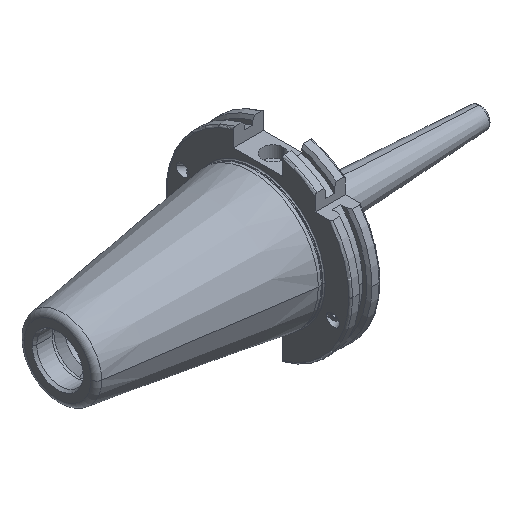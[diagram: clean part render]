
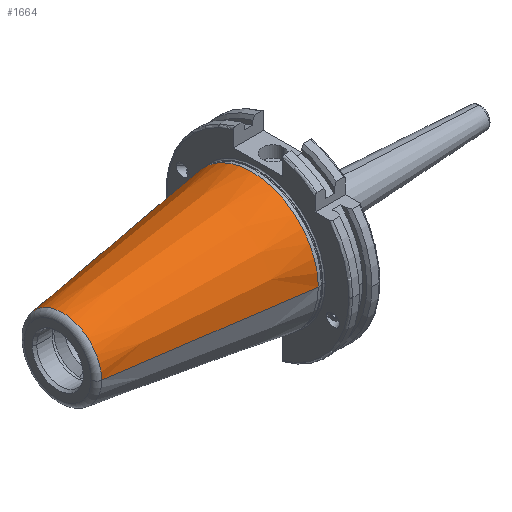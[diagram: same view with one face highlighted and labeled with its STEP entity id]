
A CAD part, isometric view. The second image highlights one B-rep face of the part: STEP entity #1664.
In plain terms, the highlighted conical face has half-angle 8.297 degrees and reference radius 34.925 mm.
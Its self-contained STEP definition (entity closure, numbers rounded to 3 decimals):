
#18 = DIRECTION ( 'NONE',  ( 0., -1., 0. ) ) ;
#66 = ORIENTED_EDGE ( 'NONE', *, *, #5816, .T. ) ;
#344 = DIRECTION ( 'NONE',  ( -1., 0., 0. ) ) ;
#409 = CARTESIAN_POINT ( 'NONE',  ( 0., 0., 0. ) ) ;
#462 = DIRECTION ( 'NONE',  ( -1., 0., 0. ) ) ;
#632 = ORIENTED_EDGE ( 'NONE', *, *, #3073, .T. ) ;
#767 = CARTESIAN_POINT ( 'NONE',  ( 0., 34.925, 0. ) ) ;
#847 = EDGE_LOOP ( 'NONE', ( #1701, #632, #66, #1834 ) ) ;
#871 = VERTEX_POINT ( 'NONE', #6133 ) ;
#892 = CARTESIAN_POINT ( 'NONE',  ( 0., 0., 0. ) ) ;
#1300 = EDGE_CURVE ( 'NONE', #4803, #871, #4801, .T. ) ;
#1664 = ADVANCED_FACE ( 'NONE', ( #3498 ), #4361, .T. ) ;
#1701 = ORIENTED_EDGE ( 'NONE', *, *, #4196, .F. ) ;
#1749 = AXIS2_PLACEMENT_3D ( 'NONE', #892, #4427, #2521 ) ;
#1834 = ORIENTED_EDGE ( 'NONE', *, *, #1300, .F. ) ;
#2050 = VECTOR ( 'NONE', #4095, 1000. ) ;
#2111 = CARTESIAN_POINT ( 'NONE',  ( 0., -34.925, 0. ) ) ;
#2219 = CARTESIAN_POINT ( 'NONE',  ( -99.183, 20.461, 0. ) ) ;
#2250 = CIRCLE ( 'NONE', #3910, 20.461 ) ;
#2263 = VECTOR ( 'NONE', #4272, 1000. ) ;
#2521 = DIRECTION ( 'NONE',  ( 0., 1., 0. ) ) ;
#3073 = EDGE_CURVE ( 'NONE', #3349, #4914, #5666, .T. ) ;
#3349 = VERTEX_POINT ( 'NONE', #5154 ) ;
#3498 = FACE_OUTER_BOUND ( 'NONE', #847, .T. ) ;
#3910 = AXIS2_PLACEMENT_3D ( 'NONE', #4997, #462, #18 ) ;
#3999 = CARTESIAN_POINT ( 'NONE',  ( 0., -34.925, 0. ) ) ;
#4095 = DIRECTION ( 'NONE',  ( 0.99, -0.144, 0. ) ) ;
#4108 = DIRECTION ( 'NONE',  ( 0., -1., 0. ) ) ;
#4196 = EDGE_CURVE ( 'NONE', #3349, #4803, #2250, .T. ) ;
#4272 = DIRECTION ( 'NONE',  ( 0.99, 0.144, 0. ) ) ;
#4361 = CONICAL_SURFACE ( 'NONE', #1749, 34.925, 0.145 ) ;
#4427 = DIRECTION ( 'NONE',  ( 1., 0., 0. ) ) ;
#4801 = LINE ( 'NONE', #767, #2263 ) ;
#4803 = VERTEX_POINT ( 'NONE', #2219 ) ;
#4914 = VERTEX_POINT ( 'NONE', #3999 ) ;
#4997 = CARTESIAN_POINT ( 'NONE',  ( -99.183, 0., 0. ) ) ;
#5154 = CARTESIAN_POINT ( 'NONE',  ( -99.183, -20.461, 0. ) ) ;
#5525 = CIRCLE ( 'NONE', #5850, 34.925 ) ;
#5666 = LINE ( 'NONE', #2111, #2050 ) ;
#5816 = EDGE_CURVE ( 'NONE', #4914, #871, #5525, .T. ) ;
#5850 = AXIS2_PLACEMENT_3D ( 'NONE', #409, #344, #4108 ) ;
#6133 = CARTESIAN_POINT ( 'NONE',  ( 0., 34.925, 0. ) ) ;
